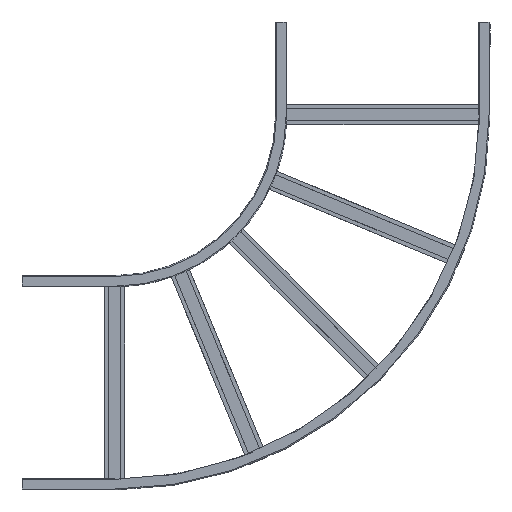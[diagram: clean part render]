
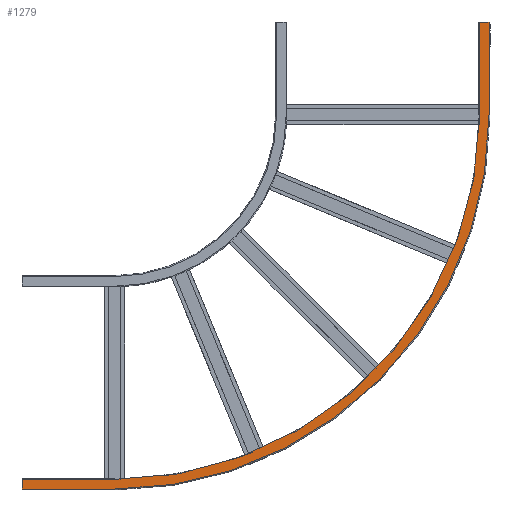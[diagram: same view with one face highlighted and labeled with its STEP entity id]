
A CAD part, front view. The second image highlights one B-rep face of the part: STEP entity #1279.
In plain terms, the highlighted planar face has unit normal (0, -1, 0).
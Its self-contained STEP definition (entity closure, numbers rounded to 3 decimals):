
#326 = AXIS2_PLACEMENT_3D ( 'NONE', #3374, #3375, #3376 ) ;
#429 = AXIS2_PLACEMENT_3D ( 'NONE', #7383, #7384, #7385 ) ;
#447 = AXIS2_PLACEMENT_3D ( 'NONE', #3847, #3848, #3849 ) ;
#467 = FACE_OUTER_BOUND ( 'NONE', #3724, .T. ) ;
#685 = CIRCLE ( 'NONE', #429, 698.2 ) ;
#688 = LINE ( 'NONE', #7381, #692 ) ;
#692 = VECTOR ( 'NONE', #7386, 1000. ) ;
#729 = CIRCLE ( 'NONE', #447, 680.2 ) ;
#1279 = ADVANCED_FACE ( 'NONE', ( #467 ), #3372, .T. ) ;
#1423 = EDGE_CURVE ( 'NONE', #7283, #7279, #685, .T. ) ;
#1425 = EDGE_CURVE ( 'NONE', #7283, #7280, #688, .T. ) ;
#1454 = EDGE_CURVE ( 'NONE', #3760, #7278, #729, .T. ) ;
#2236 = VERTEX_POINT ( 'NONE', #5402 ) ;
#2237 = VERTEX_POINT ( 'NONE', #5403 ) ;
#2242 = VERTEX_POINT ( 'NONE', #5408 ) ;
#3011 = EDGE_CURVE ( 'NONE', #3760, #2236, #4980, .T. ) ;
#3013 = EDGE_CURVE ( 'NONE', #7280, #2236, #4983, .T. ) ;
#3014 = EDGE_CURVE ( 'NONE', #7279, #2237, #4985, .T. ) ;
#3015 = EDGE_CURVE ( 'NONE', #2237, #2242, #4987, .T. ) ;
#3016 = EDGE_CURVE ( 'NONE', #7278, #2242, #4989, .T. ) ;
#3372 = PLANE ( 'NONE',  #326 ) ;
#3374 = CARTESIAN_POINT ( 'NONE',  ( -300., -42.93, -871.2 ) ) ;
#3375 = DIRECTION ( 'NONE',  ( 0., -1., 0. ) ) ;
#3376 = DIRECTION ( 'NONE',  ( 1., 0., 0. ) ) ;
#3724 = EDGE_LOOP ( 'NONE', ( #7228, #7229, #7230, #7231, #7232, #7233, #7234, #7235 ) ) ;
#3760 = VERTEX_POINT ( 'NONE', #6290 ) ;
#3847 = CARTESIAN_POINT ( 'NONE',  ( -300., -42.93, -173. ) ) ;
#3848 = DIRECTION ( 'NONE',  ( 0., -1., 0. ) ) ;
#3849 = DIRECTION ( 'NONE',  ( 1., 0., 0. ) ) ;
#4980 = LINE ( 'NONE', #6210, #4982 ) ;
#4982 = VECTOR ( 'NONE', #6192, 1000. ) ;
#4983 = LINE ( 'NONE', #6226, #4986 ) ;
#4985 = LINE ( 'NONE', #6228, #4988 ) ;
#4986 = VECTOR ( 'NONE', #6227, 1000. ) ;
#4987 = LINE ( 'NONE', #6230, #4990 ) ;
#4988 = VECTOR ( 'NONE', #6229, 1000. ) ;
#4989 = LINE ( 'NONE', #6232, #4992 ) ;
#4990 = VECTOR ( 'NONE', #6231, 1000. ) ;
#4992 = VECTOR ( 'NONE', #6233, 1000. ) ;
#5402 = CARTESIAN_POINT ( 'NONE',  ( -473., -42.93, -853.2 ) ) ;
#5403 = CARTESIAN_POINT ( 'NONE',  ( 398.2, -42.93, 0. ) ) ;
#5408 = CARTESIAN_POINT ( 'NONE',  ( 380.2, -42.93, 0. ) ) ;
#6192 = DIRECTION ( 'NONE',  ( -1., 0., 0. ) ) ;
#6210 = CARTESIAN_POINT ( 'NONE',  ( -300., -42.93, -853.2 ) ) ;
#6226 = CARTESIAN_POINT ( 'NONE',  ( -473., -42.93, -871.2 ) ) ;
#6227 = DIRECTION ( 'NONE',  ( 0., 0., 1. ) ) ;
#6228 = CARTESIAN_POINT ( 'NONE',  ( 398.2, -42.93, -173. ) ) ;
#6229 = DIRECTION ( 'NONE',  ( 0., 0., 1. ) ) ;
#6230 = CARTESIAN_POINT ( 'NONE',  ( 398.2, -42.93, 0. ) ) ;
#6231 = DIRECTION ( 'NONE',  ( -1., 0., 0. ) ) ;
#6232 = CARTESIAN_POINT ( 'NONE',  ( 380.2, -42.93, -173. ) ) ;
#6233 = DIRECTION ( 'NONE',  ( 0., 0., 1. ) ) ;
#6290 = CARTESIAN_POINT ( 'NONE',  ( -300., -42.93, -853.2 ) ) ;
#6726 = CARTESIAN_POINT ( 'NONE',  ( -300., -42.93, -871.2 ) ) ;
#6727 = CARTESIAN_POINT ( 'NONE',  ( 380.2, -42.93, -173. ) ) ;
#6728 = CARTESIAN_POINT ( 'NONE',  ( 398.2, -42.93, -173. ) ) ;
#6730 = CARTESIAN_POINT ( 'NONE',  ( -473., -42.93, -871.2 ) ) ;
#7228 = ORIENTED_EDGE ( 'NONE', *, *, #3013, .F. ) ;
#7229 = ORIENTED_EDGE ( 'NONE', *, *, #1425, .F. ) ;
#7230 = ORIENTED_EDGE ( 'NONE', *, *, #1423, .T. ) ;
#7231 = ORIENTED_EDGE ( 'NONE', *, *, #3014, .T. ) ;
#7232 = ORIENTED_EDGE ( 'NONE', *, *, #3015, .T. ) ;
#7233 = ORIENTED_EDGE ( 'NONE', *, *, #3016, .F. ) ;
#7234 = ORIENTED_EDGE ( 'NONE', *, *, #1454, .F. ) ;
#7235 = ORIENTED_EDGE ( 'NONE', *, *, #3011, .T. ) ;
#7278 = VERTEX_POINT ( 'NONE', #6727 ) ;
#7279 = VERTEX_POINT ( 'NONE', #6728 ) ;
#7280 = VERTEX_POINT ( 'NONE', #6730 ) ;
#7283 = VERTEX_POINT ( 'NONE', #6726 ) ;
#7381 = CARTESIAN_POINT ( 'NONE',  ( -300., -42.93, -871.2 ) ) ;
#7383 = CARTESIAN_POINT ( 'NONE',  ( -300., -42.93, -173. ) ) ;
#7384 = DIRECTION ( 'NONE',  ( 0., -1., 0. ) ) ;
#7385 = DIRECTION ( 'NONE',  ( 1., 0., 0. ) ) ;
#7386 = DIRECTION ( 'NONE',  ( -1., 0., 0. ) ) ;
